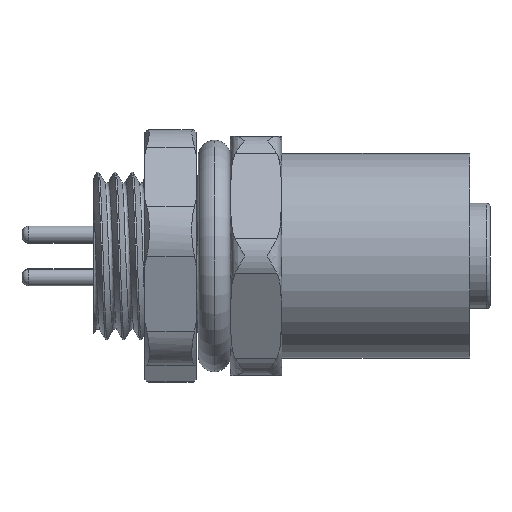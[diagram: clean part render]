
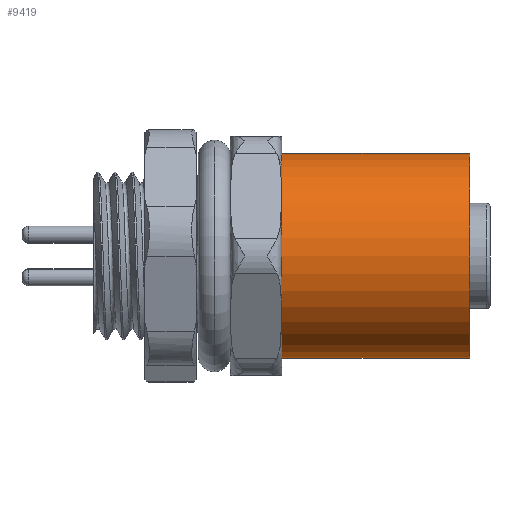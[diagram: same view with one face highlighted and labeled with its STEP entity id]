
A CAD part, front view. The second image highlights one B-rep face of the part: STEP entity #9419.
In plain terms, the highlighted cylindrical face has radius 3 mm (diameter 6 mm), a partial arc.
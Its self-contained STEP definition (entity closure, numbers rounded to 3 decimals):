
#676 = VECTOR ( 'NONE', #2454, 1000. ) ;
#1489 = AXIS2_PLACEMENT_3D ( 'NONE', #7756, #7870, #10336 ) ;
#1673 = VERTEX_POINT ( 'NONE', #10862 ) ;
#1970 = ORIENTED_EDGE ( 'NONE', *, *, #6586, .F. ) ;
#1993 = CARTESIAN_POINT ( 'NONE',  ( 1.5, 0., -3. ) ) ;
#2340 = CARTESIAN_POINT ( 'NONE',  ( 7., 0., -3. ) ) ;
#2454 = DIRECTION ( 'NONE',  ( -1., 0., 0. ) ) ;
#2779 = DIRECTION ( 'NONE',  ( -1., 0., 0. ) ) ;
#2794 = CARTESIAN_POINT ( 'NONE',  ( 7., 0., 3. ) ) ;
#2891 = AXIS2_PLACEMENT_3D ( 'NONE', #7735, #5547, #9004 ) ;
#3066 = DIRECTION ( 'NONE',  ( 0., 0., 1. ) ) ;
#3157 = EDGE_CURVE ( 'NONE', #6392, #5909, #5279, .T. ) ;
#3852 = CARTESIAN_POINT ( 'NONE',  ( 1.5, 0., 0. ) ) ;
#3857 = EDGE_LOOP ( 'NONE', ( #3887, #4480, #5125, #1970 ) ) ;
#3887 = ORIENTED_EDGE ( 'NONE', *, *, #4213, .F. ) ;
#3889 = CARTESIAN_POINT ( 'NONE',  ( 7., 0., -3. ) ) ;
#4213 = EDGE_CURVE ( 'NONE', #5909, #7903, #10357, .T. ) ;
#4480 = ORIENTED_EDGE ( 'NONE', *, *, #3157, .F. ) ;
#5125 = ORIENTED_EDGE ( 'NONE', *, *, #9898, .T. ) ;
#5279 = CIRCLE ( 'NONE', #2891, 3. ) ;
#5547 = DIRECTION ( 'NONE',  ( 1., 0., 0. ) ) ;
#5909 = VERTEX_POINT ( 'NONE', #3889 ) ;
#6088 = VECTOR ( 'NONE', #2779, 1000. ) ;
#6270 = AXIS2_PLACEMENT_3D ( 'NONE', #3852, #10795, #3066 ) ;
#6392 = VERTEX_POINT ( 'NONE', #2794 ) ;
#6586 = EDGE_CURVE ( 'NONE', #7903, #1673, #10823, .T. ) ;
#7250 = CYLINDRICAL_SURFACE ( 'NONE', #1489, 3. ) ;
#7629 = FACE_OUTER_BOUND ( 'NONE', #3857, .T. ) ;
#7735 = CARTESIAN_POINT ( 'NONE',  ( 7., 0., 0. ) ) ;
#7756 = CARTESIAN_POINT ( 'NONE',  ( 7., 0., 0. ) ) ;
#7870 = DIRECTION ( 'NONE',  ( -1., 0., 0. ) ) ;
#7903 = VERTEX_POINT ( 'NONE', #1993 ) ;
#8284 = CARTESIAN_POINT ( 'NONE',  ( 7., 0., 3. ) ) ;
#8560 = LINE ( 'NONE', #8284, #676 ) ;
#9004 = DIRECTION ( 'NONE',  ( 0., 0., -1. ) ) ;
#9419 = ADVANCED_FACE ( 'NONE', ( #7629 ), #7250, .T. ) ;
#9898 = EDGE_CURVE ( 'NONE', #6392, #1673, #8560, .T. ) ;
#10336 = DIRECTION ( 'NONE',  ( 0., 0., 1. ) ) ;
#10357 = LINE ( 'NONE', #2340, #6088 ) ;
#10795 = DIRECTION ( 'NONE',  ( -1., 0., 0. ) ) ;
#10823 = CIRCLE ( 'NONE', #6270, 3. ) ;
#10862 = CARTESIAN_POINT ( 'NONE',  ( 1.5, 0., 3. ) ) ;
